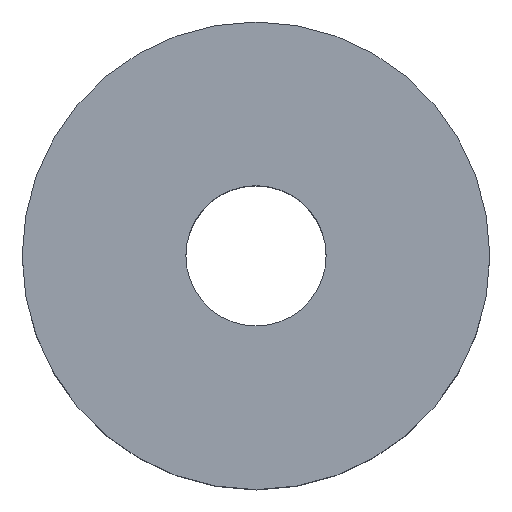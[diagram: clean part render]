
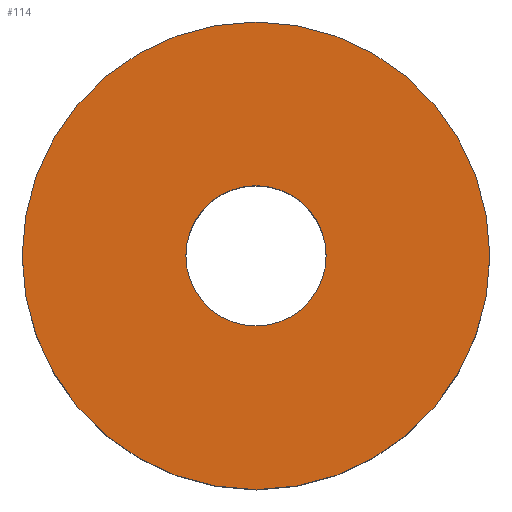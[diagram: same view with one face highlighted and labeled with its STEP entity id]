
A CAD part, top view. The second image highlights one B-rep face of the part: STEP entity #114.
In plain terms, the highlighted planar face has unit normal (0, 0, 1).
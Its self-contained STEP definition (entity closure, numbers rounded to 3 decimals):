
#18=FACE_BOUND('',#42,.T.);
#22=PLANE('',#150);
#30=FACE_OUTER_BOUND('',#41,.T.);
#41=EDGE_LOOP('',(#101));
#42=EDGE_LOOP('',(#102));
#55=CIRCLE('',#143,3.25);
#57=CIRCLE('',#146,0.975);
#63=VERTEX_POINT('',#203);
#65=VERTEX_POINT('',#209);
#72=EDGE_CURVE('',#63,#63,#55,.T.);
#76=EDGE_CURVE('',#65,#65,#57,.T.);
#101=ORIENTED_EDGE('',*,*,#72,.T.);
#102=ORIENTED_EDGE('',*,*,#76,.T.);
#114=ADVANCED_FACE('',(#30,#18),#22,.T.);
#143=AXIS2_PLACEMENT_3D('',#204,#170,#171);
#146=AXIS2_PLACEMENT_3D('',#211,#178,#179);
#150=AXIS2_PLACEMENT_3D('',#217,#187,#188);
#170=DIRECTION('center_axis',(0.,0.,1.));
#171=DIRECTION('ref_axis',(-1.,0.,0.));
#178=DIRECTION('center_axis',(0.,0.,-1.));
#179=DIRECTION('ref_axis',(-1.,0.,0.));
#187=DIRECTION('center_axis',(0.,0.,1.));
#188=DIRECTION('ref_axis',(1.,0.,0.));
#203=CARTESIAN_POINT('',(3.25,0.,1.45));
#204=CARTESIAN_POINT('Origin',(0.,0.,1.45));
#209=CARTESIAN_POINT('',(0.975,0.,1.45));
#211=CARTESIAN_POINT('Origin',(0.,0.,1.45));
#217=CARTESIAN_POINT('Origin',(0.,0.,1.45));
